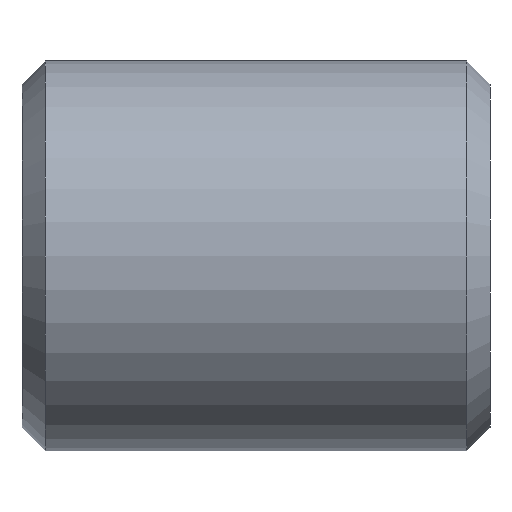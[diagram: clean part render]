
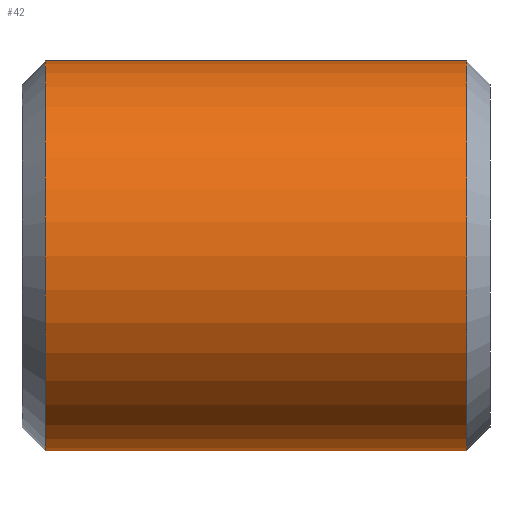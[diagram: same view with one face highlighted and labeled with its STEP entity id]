
A CAD part, front view. The second image highlights one B-rep face of the part: STEP entity #42.
In plain terms, the highlighted cylindrical face has radius 12.5 mm (diameter 25 mm), a full revolution.
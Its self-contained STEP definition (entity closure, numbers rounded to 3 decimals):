
#42 = ADVANCED_FACE( '', ( #85, #86 ), #87, .T. );
#85 = FACE_OUTER_BOUND( '', #123, .T. );
#86 = FACE_OUTER_BOUND( '', #124, .T. );
#87 = CYLINDRICAL_SURFACE( '', #125, 12.5 );
#123 = EDGE_LOOP( '', ( #165 ) );
#124 = EDGE_LOOP( '', ( #166 ) );
#125 = AXIS2_PLACEMENT_3D( '', #167, #168, #169 );
#165 = ORIENTED_EDGE( '', *, *, #193, .F. );
#166 = ORIENTED_EDGE( '', *, *, #188, .T. );
#167 = CARTESIAN_POINT( '', ( 30., 0., 0. ) );
#168 = DIRECTION( '', ( -1., 0., 0. ) );
#169 = DIRECTION( '', ( 0., 0., -1. ) );
#188 = EDGE_CURVE( '', #206, #206, #207, .T. );
#193 = EDGE_CURVE( '', #214, #214, #215, .T. );
#206 = VERTEX_POINT( '', #228 );
#207 = CIRCLE( '', #229, 12.5 );
#214 = VERTEX_POINT( '', #236 );
#215 = CIRCLE( '', #237, 12.5 );
#228 = CARTESIAN_POINT( '', ( 1.5, 0., -12.5 ) );
#229 = AXIS2_PLACEMENT_3D( '', #250, #251, #252 );
#236 = CARTESIAN_POINT( '', ( 28.5, 0., -12.5 ) );
#237 = AXIS2_PLACEMENT_3D( '', #259, #260, #261 );
#250 = CARTESIAN_POINT( '', ( 1.5, 0., 0. ) );
#251 = DIRECTION( '', ( 1., 0., 0. ) );
#252 = DIRECTION( '', ( 0., 0., -1. ) );
#259 = CARTESIAN_POINT( '', ( 28.5, 0., 0. ) );
#260 = DIRECTION( '', ( 1., 0., 0. ) );
#261 = DIRECTION( '', ( 0., 0., -1. ) );
